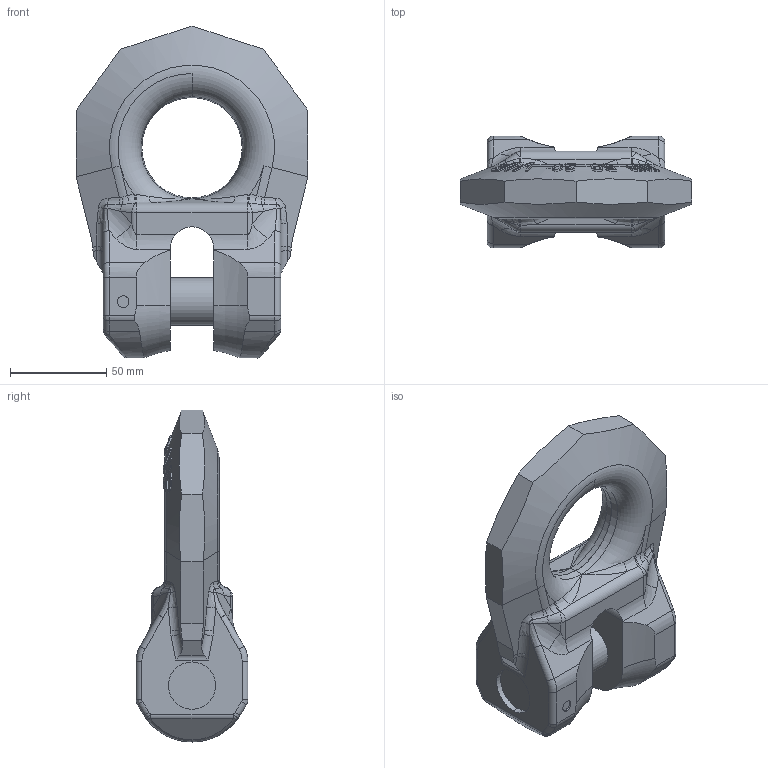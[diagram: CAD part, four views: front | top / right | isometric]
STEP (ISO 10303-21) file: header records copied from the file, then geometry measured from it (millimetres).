
FILE_DESCRIPTION((''),'2;1');
FILE_NAME('001-M31104-P-1','2014-08-21T',('Andreas.Wendler'),(''),'PRO/ENGINEER BY PARAMETRIC TECHNOLOGY CORPORATION, 2010140','PRO/ENGINEER BY PARAMETRIC TECHNOLOGY CORPORATION, 2010140','');
FILE_SCHEMA(('CONFIG_CONTROL_DESIGN'));
Length unit declared in the file: millimetre
Products named in the file (1): 001-M31104-P-1
Bounding box: 120 x 58 x 172.09 mm (x, y, z)
Volume: 426414.9 mm3; surface area: 50585.4 mm2
Topology: 1 solids, 1 shells, 516 faces, 1397 edges, 891 vertices
Faces by surface type: plane 313, cylinder 77, bspline 68, torus 25, cone 25, sphere 8
Entity records: 19584 total; most frequent: CARTESIAN_POINT 8167, ORIENTED_EDGE 2794, DIRECTION 1768, EDGE_CURVE 1397, VERTEX_POINT 891, B_SPLINE_CURVE_WITH_KNOTS 741, AXIS2_PLACEMENT_3D 664, EDGE_LOOP 528
